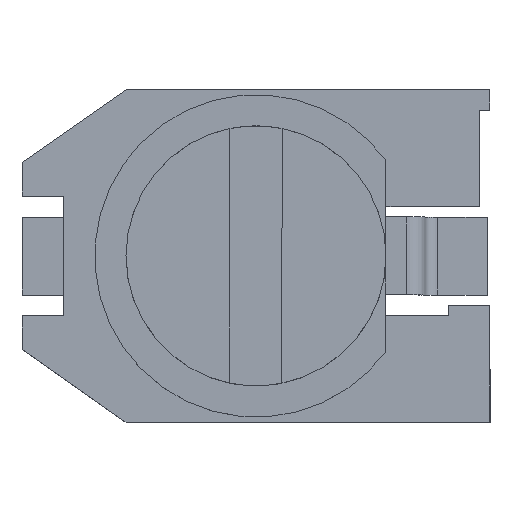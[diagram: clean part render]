
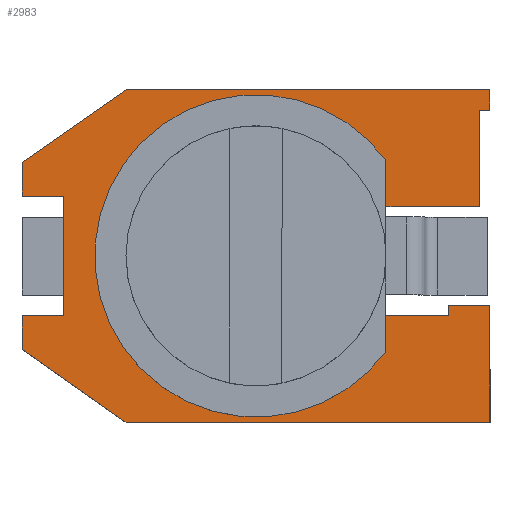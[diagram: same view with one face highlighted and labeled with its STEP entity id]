
A CAD part, top view. The second image highlights one B-rep face of the part: STEP entity #2983.
In plain terms, the highlighted planar face has unit normal (0, 0, 1).
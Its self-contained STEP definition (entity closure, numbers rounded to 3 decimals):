
#66 = LINE ( 'NONE', #3484, #3453 ) ;
#75 = CARTESIAN_POINT ( 'NONE',  ( -2.25, -0.9, 0.9 ) ) ;
#125 = LINE ( 'NONE', #1064, #4165 ) ;
#148 = EDGE_CURVE ( 'NONE', #2834, #4186, #2988, .T. ) ;
#245 = EDGE_CURVE ( 'NONE', #1304, #2716, #4068, .T. ) ;
#254 = DIRECTION ( 'NONE',  ( 0., -1., 0. ) ) ;
#270 = DIRECTION ( 'NONE',  ( 1., 0., 0. ) ) ;
#300 = EDGE_CURVE ( 'NONE', #2976, #3154, #125, .T. ) ;
#306 = EDGE_CURVE ( 'NONE', #1628, #2475, #2847, .T. ) ;
#320 = CARTESIAN_POINT ( 'NONE',  ( -2.25, 0.9, 0.9 ) ) ;
#345 = CIRCLE ( 'NONE', #3654, 1.31 ) ;
#356 = EDGE_CURVE ( 'NONE', #4351, #1638, #1139, .T. ) ;
#367 = LINE ( 'NONE', #75, #583 ) ;
#384 = VERTEX_POINT ( 'NONE', #387 ) ;
#387 = CARTESIAN_POINT ( 'NONE',  ( -1.85, 0.575, 0.9 ) ) ;
#390 = LINE ( 'NONE', #3175, #573 ) ;
#408 = DIRECTION ( 'NONE',  ( -1., 0., 0. ) ) ;
#487 = CARTESIAN_POINT ( 'NONE',  ( -1.25, 1.6, 0.9 ) ) ;
#573 = VECTOR ( 'NONE', #737, 1000. ) ;
#583 = VECTOR ( 'NONE', #2474, 1000. ) ;
#594 = CARTESIAN_POINT ( 'NONE',  ( -1.25, 1.6, 0.9 ) ) ;
#599 = EDGE_CURVE ( 'NONE', #3722, #2024, #1748, .T. ) ;
#603 = EDGE_CURVE ( 'NONE', #2745, #2480, #66, .T. ) ;
#622 = CARTESIAN_POINT ( 'NONE',  ( 2.25, 0.575, 0.9 ) ) ;
#640 = VECTOR ( 'NONE', #3775, 1000. ) ;
#645 = CARTESIAN_POINT ( 'NONE',  ( 2.25, -1.6, 0.9 ) ) ;
#731 = EDGE_CURVE ( 'NONE', #3266, #2745, #1827, .T. ) ;
#737 = DIRECTION ( 'NONE',  ( 0., 1., 0. ) ) ;
#751 = VECTOR ( 'NONE', #1489, 1000. ) ;
#849 = CARTESIAN_POINT ( 'NONE',  ( -2.25, -0.575, 0.9 ) ) ;
#851 = ORIENTED_EDGE ( 'NONE', *, *, #1146, .T. ) ;
#891 = DIRECTION ( 'NONE',  ( 0., -1., 0. ) ) ;
#900 = CARTESIAN_POINT ( 'NONE',  ( 2.25, -0.475, 0.9 ) ) ;
#934 = ORIENTED_EDGE ( 'NONE', *, *, #1694, .T. ) ;
#970 = CARTESIAN_POINT ( 'NONE',  ( -2.25, -0.9, 0.9 ) ) ;
#1029 = LINE ( 'NONE', #4130, #2877 ) ;
#1061 = VECTOR ( 'NONE', #408, 1000. ) ;
#1064 = CARTESIAN_POINT ( 'NONE',  ( -1.513, -1.6, 0.9 ) ) ;
#1110 = EDGE_CURVE ( 'NONE', #2480, #2976, #367, .T. ) ;
#1139 = LINE ( 'NONE', #2445, #1061 ) ;
#1146 = EDGE_CURVE ( 'NONE', #2845, #2834, #390, .T. ) ;
#1207 = VECTOR ( 'NONE', #2733, 1000. ) ;
#1215 = CARTESIAN_POINT ( 'NONE',  ( -2.25, 0.575, 0.9 ) ) ;
#1259 = CARTESIAN_POINT ( 'NONE',  ( 1.85, 0.575, 0.9 ) ) ;
#1265 = VECTOR ( 'NONE', #254, 1000. ) ;
#1275 = CARTESIAN_POINT ( 'NONE',  ( -1.513, 0.475, 0.9 ) ) ;
#1280 = VECTOR ( 'NONE', #270, 1000. ) ;
#1284 = VECTOR ( 'NONE', #1976, 1000. ) ;
#1304 = VERTEX_POINT ( 'NONE', #320 ) ;
#1442 = ORIENTED_EDGE ( 'NONE', *, *, #2261, .T. ) ;
#1489 = DIRECTION ( 'NONE',  ( 1., -0.001, 0. ) ) ;
#1538 = ORIENTED_EDGE ( 'NONE', *, *, #1903, .T. ) ;
#1585 = DIRECTION ( 'NONE',  ( 0., 0., -1. ) ) ;
#1628 = VERTEX_POINT ( 'NONE', #900 ) ;
#1638 = VERTEX_POINT ( 'NONE', #487 ) ;
#1673 = ORIENTED_EDGE ( 'NONE', *, *, #3063, .T. ) ;
#1694 = EDGE_CURVE ( 'NONE', #4186, #4351, #1029, .T. ) ;
#1728 = CARTESIAN_POINT ( 'NONE',  ( 1.85, 0.475, 0.9 ) ) ;
#1743 = CARTESIAN_POINT ( 'NONE',  ( 1.177, -0.575, 0.9 ) ) ;
#1748 = LINE ( 'NONE', #1828, #2527 ) ;
#1758 = ORIENTED_EDGE ( 'NONE', *, *, #306, .T. ) ;
#1812 = ORIENTED_EDGE ( 'NONE', *, *, #2791, .T. ) ;
#1827 = LINE ( 'NONE', #2566, #3076 ) ;
#1828 = CARTESIAN_POINT ( 'NONE',  ( -1.513, -0.575, 0.9 ) ) ;
#1833 = ORIENTED_EDGE ( 'NONE', *, *, #3115, .T. ) ;
#1903 = EDGE_CURVE ( 'NONE', #2950, #3219, #2893, .T. ) ;
#1972 = DIRECTION ( 'NONE',  ( 1., 0., 0. ) ) ;
#1976 = DIRECTION ( 'NONE',  ( 1., 0., 0. ) ) ;
#1984 = ORIENTED_EDGE ( 'NONE', *, *, #599, .T. ) ;
#2024 = VERTEX_POINT ( 'NONE', #1743 ) ;
#2100 = DIRECTION ( 'NONE',  ( -1., 0., 0. ) ) ;
#2130 = DIRECTION ( 'NONE',  ( 1., 0., 0. ) ) ;
#2157 = ORIENTED_EDGE ( 'NONE', *, *, #245, .T. ) ;
#2169 = DIRECTION ( 'NONE',  ( -1., 0., 0. ) ) ;
#2199 = DIRECTION ( 'NONE',  ( 1., 0., 0. ) ) ;
#2261 = EDGE_CURVE ( 'NONE', #2475, #3722, #4348, .T. ) ;
#2355 = CARTESIAN_POINT ( 'NONE',  ( -1.513, 0.575, 0.9 ) ) ;
#2414 = CARTESIAN_POINT ( 'NONE',  ( 2.25, 1.6, 0.9 ) ) ;
#2445 = CARTESIAN_POINT ( 'NONE',  ( -1.513, 1.6, 0.9 ) ) ;
#2474 = DIRECTION ( 'NONE',  ( 0.819, -0.573, 0. ) ) ;
#2475 = VERTEX_POINT ( 'NONE', #4115 ) ;
#2480 = VERTEX_POINT ( 'NONE', #970 ) ;
#2527 = VECTOR ( 'NONE', #2100, 1000. ) ;
#2542 = ORIENTED_EDGE ( 'NONE', *, *, #1110, .T. ) ;
#2552 = CARTESIAN_POINT ( 'NONE',  ( 1.221, 0.476, 0.9 ) ) ;
#2562 = EDGE_LOOP ( 'NONE', ( #1442, #1984, #1812, #1538, #1673, #851, #2743, #934, #2646, #4022, #2157, #3389, #3671, #3634, #3968, #2542, #3705, #1833, #1758 ) ) ;
#2566 = CARTESIAN_POINT ( 'NONE',  ( -1.513, -0.575, 0.9 ) ) ;
#2609 = CARTESIAN_POINT ( 'NONE',  ( -1.25, -1.6, 0.9 ) ) ;
#2646 = ORIENTED_EDGE ( 'NONE', *, *, #356, .T. ) ;
#2716 = VERTEX_POINT ( 'NONE', #1215 ) ;
#2733 = DIRECTION ( 'NONE',  ( 0., 1., 0. ) ) ;
#2743 = ORIENTED_EDGE ( 'NONE', *, *, #148, .T. ) ;
#2745 = VERTEX_POINT ( 'NONE', #849 ) ;
#2751 = CARTESIAN_POINT ( 'NONE',  ( 2.15, 0.475, 0.9 ) ) ;
#2791 = EDGE_CURVE ( 'NONE', #2024, #2950, #345, .T. ) ;
#2804 = CARTESIAN_POINT ( 'NONE',  ( 1.85, -0.575, 0.9 ) ) ;
#2822 = EDGE_CURVE ( 'NONE', #384, #3266, #2890, .T. ) ;
#2834 = VERTEX_POINT ( 'NONE', #4271 ) ;
#2835 = CARTESIAN_POINT ( 'NONE',  ( 1.221, 0.476, 0.9 ) ) ;
#2845 = VERTEX_POINT ( 'NONE', #2751 ) ;
#2847 = LINE ( 'NONE', #3140, #3799 ) ;
#2849 = EDGE_CURVE ( 'NONE', #1638, #1304, #3333, .T. ) ;
#2877 = VECTOR ( 'NONE', #3108, 1000. ) ;
#2890 = LINE ( 'NONE', #2933, #4225 ) ;
#2893 = LINE ( 'NONE', #2835, #751 ) ;
#2900 = DIRECTION ( 'NONE',  ( -1., 0., 0. ) ) ;
#2933 = CARTESIAN_POINT ( 'NONE',  ( -1.85, 0.575, 0.9 ) ) ;
#2947 = LINE ( 'NONE', #1275, #3728 ) ;
#2950 = VERTEX_POINT ( 'NONE', #2552 ) ;
#2976 = VERTEX_POINT ( 'NONE', #2609 ) ;
#2983 = ADVANCED_FACE ( 'NONE', ( #3643 ), #3342, .T. ) ;
#2988 = LINE ( 'NONE', #4304, #1284 ) ;
#3063 = EDGE_CURVE ( 'NONE', #3219, #2845, #2947, .T. ) ;
#3064 = VECTOR ( 'NONE', #3094, 1000. ) ;
#3076 = VECTOR ( 'NONE', #2900, 1000. ) ;
#3094 = DIRECTION ( 'NONE',  ( -0.819, -0.573, 0. ) ) ;
#3108 = DIRECTION ( 'NONE',  ( 0., 1., 0. ) ) ;
#3115 = EDGE_CURVE ( 'NONE', #3154, #1628, #4135, .T. ) ;
#3140 = CARTESIAN_POINT ( 'NONE',  ( -1.513, -0.475, 0.9 ) ) ;
#3144 = AXIS2_PLACEMENT_3D ( 'NONE', #2355, #3364, #3708 ) ;
#3154 = VERTEX_POINT ( 'NONE', #645 ) ;
#3175 = CARTESIAN_POINT ( 'NONE',  ( 2.15, 0.575, 0.9 ) ) ;
#3219 = VERTEX_POINT ( 'NONE', #1728 ) ;
#3266 = VERTEX_POINT ( 'NONE', #3370 ) ;
#3283 = CARTESIAN_POINT ( 'NONE',  ( 0., 0., 0.9 ) ) ;
#3322 = EDGE_CURVE ( 'NONE', #2716, #384, #3794, .T. ) ;
#3333 = LINE ( 'NONE', #594, #3064 ) ;
#3342 = PLANE ( 'NONE',  #3144 ) ;
#3346 = CARTESIAN_POINT ( 'NONE',  ( -1.513, 0.575, 0.9 ) ) ;
#3364 = DIRECTION ( 'NONE',  ( 0., 0., 1. ) ) ;
#3370 = CARTESIAN_POINT ( 'NONE',  ( -1.85, -0.575, 0.9 ) ) ;
#3389 = ORIENTED_EDGE ( 'NONE', *, *, #3322, .T. ) ;
#3417 = CARTESIAN_POINT ( 'NONE',  ( -2.25, 0.575, 0.9 ) ) ;
#3453 = VECTOR ( 'NONE', #3811, 1000. ) ;
#3484 = CARTESIAN_POINT ( 'NONE',  ( -2.25, 0.575, 0.9 ) ) ;
#3634 = ORIENTED_EDGE ( 'NONE', *, *, #731, .T. ) ;
#3643 = FACE_OUTER_BOUND ( 'NONE', #2562, .T. ) ;
#3654 = AXIS2_PLACEMENT_3D ( 'NONE', #3283, #1585, #2199 ) ;
#3671 = ORIENTED_EDGE ( 'NONE', *, *, #2822, .T. ) ;
#3705 = ORIENTED_EDGE ( 'NONE', *, *, #300, .T. ) ;
#3708 = DIRECTION ( 'NONE',  ( 1., 0., 0. ) ) ;
#3722 = VERTEX_POINT ( 'NONE', #2804 ) ;
#3728 = VECTOR ( 'NONE', #1972, 1000. ) ;
#3775 = DIRECTION ( 'NONE',  ( 0., -1., 0. ) ) ;
#3794 = LINE ( 'NONE', #3346, #1280 ) ;
#3799 = VECTOR ( 'NONE', #2169, 1000. ) ;
#3811 = DIRECTION ( 'NONE',  ( 0., -1., 0. ) ) ;
#3968 = ORIENTED_EDGE ( 'NONE', *, *, #603, .T. ) ;
#4022 = ORIENTED_EDGE ( 'NONE', *, *, #2849, .T. ) ;
#4068 = LINE ( 'NONE', #3417, #640 ) ;
#4115 = CARTESIAN_POINT ( 'NONE',  ( 1.85, -0.475, 0.9 ) ) ;
#4130 = CARTESIAN_POINT ( 'NONE',  ( 2.25, 0.575, 0.9 ) ) ;
#4135 = LINE ( 'NONE', #622, #1207 ) ;
#4165 = VECTOR ( 'NONE', #2130, 1000. ) ;
#4186 = VERTEX_POINT ( 'NONE', #4295 ) ;
#4225 = VECTOR ( 'NONE', #891, 1000. ) ;
#4271 = CARTESIAN_POINT ( 'NONE',  ( 2.15, 1.4, 0.9 ) ) ;
#4295 = CARTESIAN_POINT ( 'NONE',  ( 2.25, 1.4, 0.9 ) ) ;
#4304 = CARTESIAN_POINT ( 'NONE',  ( -1.513, 1.4, 0.9 ) ) ;
#4348 = LINE ( 'NONE', #1259, #1265 ) ;
#4351 = VERTEX_POINT ( 'NONE', #2414 ) ;
